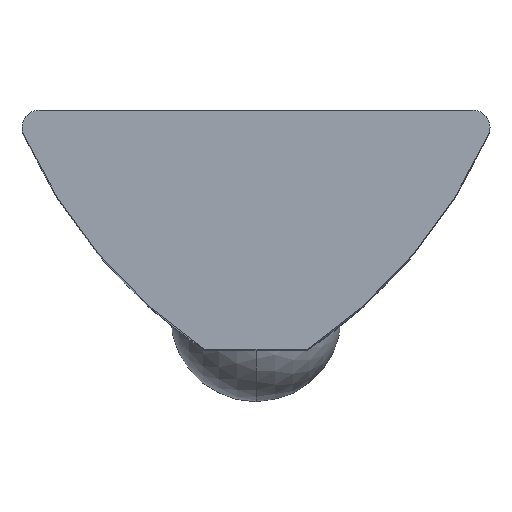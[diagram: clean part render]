
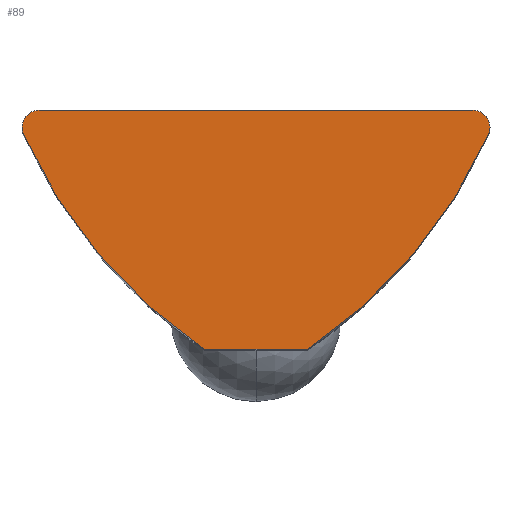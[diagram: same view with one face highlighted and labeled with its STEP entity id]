
A CAD part, top view. The second image highlights one B-rep face of the part: STEP entity #89.
In plain terms, the highlighted planar face has unit normal (0, 0, 1).
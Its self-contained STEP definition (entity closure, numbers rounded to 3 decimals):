
#89=ADVANCED_FACE('NONE',(#179),#180,.F.);
#179=FACE_OUTER_BOUND('',#274,.T.);
#180=PLANE('',#275);
#274=EDGE_LOOP('',(#440,#441,#442,#443,#444,#445,#446,#447));
#275=AXIS2_PLACEMENT_3D('',#448,#449,#450);
#440=ORIENTED_EDGE('',*,*,#588,.T.);
#441=ORIENTED_EDGE('',*,*,#551,.T.);
#442=ORIENTED_EDGE('',*,*,#594,.T.);
#443=ORIENTED_EDGE('',*,*,#597,.T.);
#444=ORIENTED_EDGE('',*,*,#573,.T.);
#445=ORIENTED_EDGE('',*,*,#602,.T.);
#446=ORIENTED_EDGE('',*,*,#607,.T.);
#447=ORIENTED_EDGE('',*,*,#612,.T.);
#448=CARTESIAN_POINT('',(6.35,-0.5,11.0));
#449=DIRECTION('',(0.,0.,-1.0));
#450=DIRECTION('',(-1.0,0.0,0.));
#551=EDGE_CURVE('NONE',#641,#645,#647,.T.);
#573=EDGE_CURVE('NONE',#683,#684,#685,.T.);
#588=EDGE_CURVE('NONE',#708,#641,#709,.T.);
#594=EDGE_CURVE('NONE',#645,#716,#718,.T.);
#597=EDGE_CURVE('NONE',#716,#683,#721,.T.);
#602=EDGE_CURVE('NONE',#684,#726,#728,.T.);
#607=EDGE_CURVE('NONE',#726,#733,#735,.T.);
#612=EDGE_CURVE('NONE',#733,#708,#740,.T.);
#641=VERTEX_POINT('',#775);
#645=VERTEX_POINT('NONE',#780);
#647=CIRCLE('',#783,0.5);
#683=VERTEX_POINT('NONE',#877);
#684=VERTEX_POINT('NONE',#878);
#685=CIRCLE('',#879,0.5);
#708=VERTEX_POINT('NONE',#910);
#709=CIRCLE('',#911,0.5);
#716=VERTEX_POINT('NONE',#920);
#718=LINE('',#923,#924);
#721=CIRCLE('',#927,0.5);
#726=VERTEX_POINT('NONE',#959);
#728=CIRCLE('',#962,15.0);
#733=VERTEX_POINT('NONE',#968);
#735=LINE('',#971,#972);
#740=CIRCLE('',#1021,15.0);
#775=CARTESIAN_POINT('',(6.85,-0.5,11.0));
#780=CARTESIAN_POINT('',(6.35,0.0,11.0));
#783=AXIS2_PLACEMENT_3D('',#1092,#1093,#1094);
#877=CARTESIAN_POINT('',(-6.85,-0.5,11.0));
#878=CARTESIAN_POINT('',(-6.806,-0.705,11.0));
#879=AXIS2_PLACEMENT_3D('',#1121,#1122,#1123);
#910=CARTESIAN_POINT('',(6.806,-0.705,11.0));
#911=AXIS2_PLACEMENT_3D('',#1141,#1142,#1143);
#920=CARTESIAN_POINT('',(-6.35,0.0,11.0));
#923=CARTESIAN_POINT('',(6.35,0.0,11.0));
#924=VECTOR('',#1150,1000.0);
#927=AXIS2_PLACEMENT_3D('',#1154,#1155,#1156);
#959=CARTESIAN_POINT('',(-1.5,-7.,11.0));
#962=AXIS2_PLACEMENT_3D('',#1161,#1162,#1163);
#968=CARTESIAN_POINT('',(1.5,-7.,11.0));
#971=CARTESIAN_POINT('',(1.5,-7.,11.0));
#972=VECTOR('',#1169,1000.0);
#1021=AXIS2_PLACEMENT_3D('',#1173,#1174,#1175);
#1092=CARTESIAN_POINT('',(6.35,-0.5,11.0));
#1093=DIRECTION('',(0.0,0.,1.0));
#1094=DIRECTION('',(-1.0,0.0,0.0));
#1121=CARTESIAN_POINT('',(-6.35,-0.5,11.0));
#1122=DIRECTION('',(0.0,0.,1.0));
#1123=DIRECTION('',(1.0,0.0,0.0));
#1141=CARTESIAN_POINT('',(6.35,-0.5,11.0));
#1142=DIRECTION('',(0.0,0.,1.0));
#1143=DIRECTION('',(-1.0,0.0,0.0));
#1150=DIRECTION('',(-1.0,0.,0.));
#1154=CARTESIAN_POINT('',(-6.35,-0.5,11.0));
#1155=DIRECTION('',(0.0,0.,1.0));
#1156=DIRECTION('',(1.0,0.0,0.0));
#1161=CARTESIAN_POINT('',(6.876,5.444,11.0));
#1162=DIRECTION('',(0.0,0.,1.0));
#1163=DIRECTION('',(1.0,0.0,0.0));
#1169=DIRECTION('',(1.0,0.,0.));
#1173=CARTESIAN_POINT('',(-6.876,5.444,11.0));
#1174=DIRECTION('',(0.0,0.,1.0));
#1175=DIRECTION('',(-1.0,0.0,0.0));
